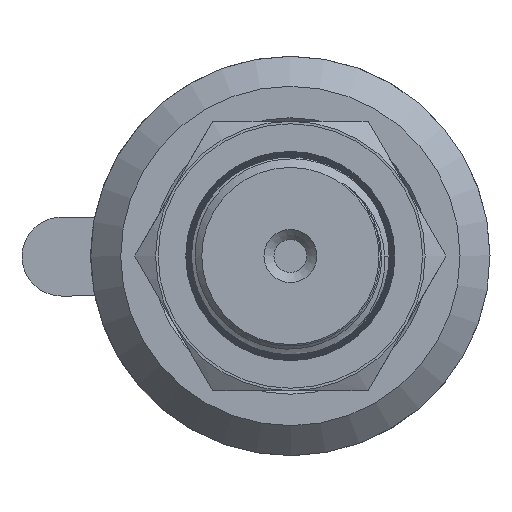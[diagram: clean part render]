
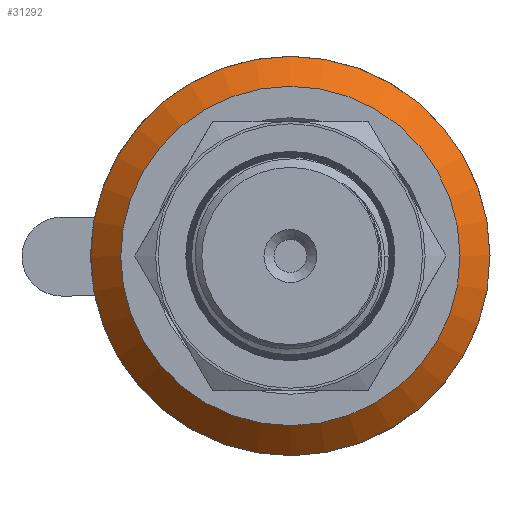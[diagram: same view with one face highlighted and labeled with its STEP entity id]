
A CAD part, left-side view. The second image highlights one B-rep face of the part: STEP entity #31292.
In plain terms, the highlighted conical face has half-angle 45 degrees and reference radius 18.5 mm.
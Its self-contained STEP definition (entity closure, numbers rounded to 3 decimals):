
#3398=FACE_OUTER_BOUND('',#5194,.T.);
#5194=EDGE_LOOP('',(#29017,#29018,#29019,#29020));
#5849=CIRCLE('',#33317,20.);
#5850=CIRCLE('',#33319,17.);
#9723=LINE('',#81439,#12684);
#12684=VECTOR('',#40097,18.5);
#15638=VERTEX_POINT('',#81434);
#15639=VERTEX_POINT('',#81438);
#20134=EDGE_CURVE('',#15638,#15638,#5849,.T.);
#20135=EDGE_CURVE('',#15638,#15639,#9723,.T.);
#20136=EDGE_CURVE('',#15639,#15639,#5850,.T.);
#29017=ORIENTED_EDGE('',*,*,#20134,.F.);
#29018=ORIENTED_EDGE('',*,*,#20135,.T.);
#29019=ORIENTED_EDGE('',*,*,#20136,.T.);
#29020=ORIENTED_EDGE('',*,*,#20135,.F.);
#29732=CONICAL_SURFACE('',#33318,18.5,0.785);
#31292=ADVANCED_FACE('',(#3398),#29732,.T.);
#33317=AXIS2_PLACEMENT_3D('',#81436,#40093,#40094);
#33318=AXIS2_PLACEMENT_3D('',#81437,#40095,#40096);
#33319=AXIS2_PLACEMENT_3D('',#81440,#40098,#40099);
#40093=DIRECTION('center_axis',(-1.,0.,0.));
#40094=DIRECTION('ref_axis',(0.,0.,
-1.));
#40095=DIRECTION('center_axis',(-1.,0.,0.));
#40096=DIRECTION('ref_axis',(0.,-1.,0.));
#40097=DIRECTION('',(0.707,-0.707,0.));
#40098=DIRECTION('center_axis',(-1.,0.,0.));
#40099=DIRECTION('ref_axis',(0.,0.,
-1.));
#81434=CARTESIAN_POINT('',(21.,20.,0.));
#81436=CARTESIAN_POINT('Origin',(21.,0.,0.));
#81437=CARTESIAN_POINT('Origin',(22.5,0.,0.));
#81438=CARTESIAN_POINT('',(24.,17.,0.));
#81439=CARTESIAN_POINT('',(22.5,18.5,0.));
#81440=CARTESIAN_POINT('Origin',(24.,0.,0.));
